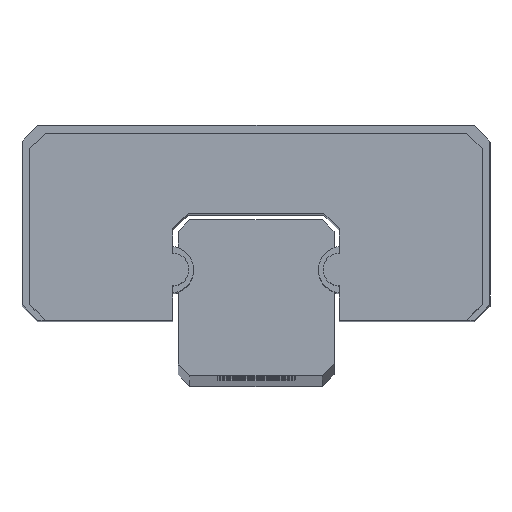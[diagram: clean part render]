
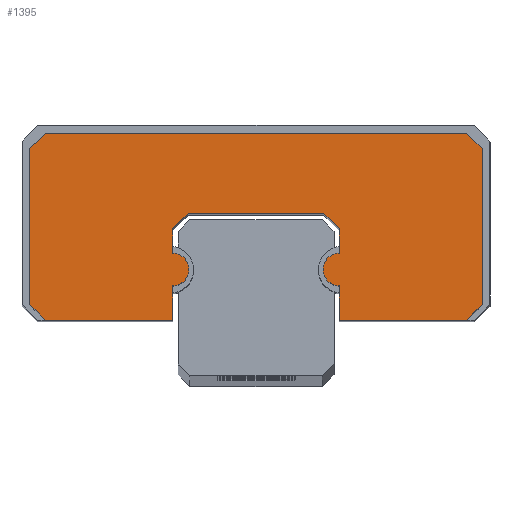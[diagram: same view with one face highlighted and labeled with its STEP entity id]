
A CAD part, top view. The second image highlights one B-rep face of the part: STEP entity #1395.
In plain terms, the highlighted planar face has unit normal (0, 0, 1).
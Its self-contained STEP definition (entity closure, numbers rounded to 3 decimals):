
#70=PLANE('',#1505);
#127=FACE_OUTER_BOUND('',#201,.T.);
#201=EDGE_LOOP('',(#1065,#1066,#1067,#1068,#1069,#1070,#1071,#1072,#1073,
#1074,#1075,#1076,#1077,#1078,#1079,#1080,#1081,#1082));
#319=LINE('',#2109,#477);
#322=LINE('',#2115,#480);
#325=LINE('',#2121,#483);
#337=LINE('',#2149,#495);
#338=LINE('',#2151,#496);
#339=LINE('',#2153,#497);
#340=LINE('',#2155,#498);
#341=LINE('',#2159,#499);
#342=LINE('',#2161,#500);
#343=LINE('',#2162,#501);
#344=LINE('',#2163,#502);
#345=LINE('',#2164,#503);
#346=LINE('',#2166,#504);
#347=LINE('',#2168,#505);
#348=LINE('',#2169,#506);
#349=LINE('',#2170,#507);
#477=VECTOR('',#1689,1000.);
#480=VECTOR('',#1694,1000.);
#483=VECTOR('',#1699,1000.);
#495=VECTOR('',#1727,1000.);
#496=VECTOR('',#1728,1000.);
#497=VECTOR('',#1729,1000.);
#498=VECTOR('',#1730,1000.);
#499=VECTOR('',#1733,1000.);
#500=VECTOR('',#1734,1000.);
#501=VECTOR('',#1735,1000.);
#502=VECTOR('',#1736,1000.);
#503=VECTOR('',#1737,1000.);
#504=VECTOR('',#1738,1000.);
#505=VECTOR('',#1739,1000.);
#506=VECTOR('',#1740,1000.);
#507=VECTOR('',#1741,1000.);
#594=CIRCLE('',#1484,0.21);
#597=CIRCLE('',#1506,0.21);
#637=VERTEX_POINT('',#2013);
#638=VERTEX_POINT('',#2015);
#675=VERTEX_POINT('',#2105);
#676=VERTEX_POINT('',#2107);
#677=VERTEX_POINT('',#2111);
#678=VERTEX_POINT('',#2113);
#679=VERTEX_POINT('',#2117);
#680=VERTEX_POINT('',#2119);
#687=VERTEX_POINT('',#2147);
#688=VERTEX_POINT('',#2148);
#689=VERTEX_POINT('',#2150);
#690=VERTEX_POINT('',#2152);
#691=VERTEX_POINT('',#2154);
#692=VERTEX_POINT('',#2156);
#693=VERTEX_POINT('',#2158);
#694=VERTEX_POINT('',#2160);
#695=VERTEX_POINT('',#2165);
#696=VERTEX_POINT('',#2167);
#771=EDGE_CURVE('',#637,#638,#594,.T.);
#817=EDGE_CURVE('',#675,#676,#319,.T.);
#820=EDGE_CURVE('',#677,#678,#322,.T.);
#823=EDGE_CURVE('',#679,#680,#325,.T.);
#835=EDGE_CURVE('',#687,#688,#337,.T.);
#836=EDGE_CURVE('',#689,#687,#338,.T.);
#837=EDGE_CURVE('',#690,#689,#339,.T.);
#838=EDGE_CURVE('',#690,#691,#340,.T.);
#839=EDGE_CURVE('',#692,#691,#597,.T.);
#840=EDGE_CURVE('',#692,#693,#341,.T.);
#841=EDGE_CURVE('',#694,#693,#342,.T.);
#842=EDGE_CURVE('',#679,#694,#343,.T.);
#843=EDGE_CURVE('',#677,#680,#344,.T.);
#844=EDGE_CURVE('',#675,#678,#345,.T.);
#845=EDGE_CURVE('',#695,#676,#346,.T.);
#846=EDGE_CURVE('',#696,#695,#347,.T.);
#847=EDGE_CURVE('',#696,#638,#348,.T.);
#848=EDGE_CURVE('',#637,#688,#349,.T.);
#1065=ORIENTED_EDGE('',*,*,#835,.F.);
#1066=ORIENTED_EDGE('',*,*,#836,.F.);
#1067=ORIENTED_EDGE('',*,*,#837,.F.);
#1068=ORIENTED_EDGE('',*,*,#838,.T.);
#1069=ORIENTED_EDGE('',*,*,#839,.F.);
#1070=ORIENTED_EDGE('',*,*,#840,.T.);
#1071=ORIENTED_EDGE('',*,*,#841,.F.);
#1072=ORIENTED_EDGE('',*,*,#842,.F.);
#1073=ORIENTED_EDGE('',*,*,#823,.T.);
#1074=ORIENTED_EDGE('',*,*,#843,.F.);
#1075=ORIENTED_EDGE('',*,*,#820,.T.);
#1076=ORIENTED_EDGE('',*,*,#844,.F.);
#1077=ORIENTED_EDGE('',*,*,#817,.T.);
#1078=ORIENTED_EDGE('',*,*,#845,.F.);
#1079=ORIENTED_EDGE('',*,*,#846,.F.);
#1080=ORIENTED_EDGE('',*,*,#847,.T.);
#1081=ORIENTED_EDGE('',*,*,#771,.F.);
#1082=ORIENTED_EDGE('',*,*,#848,.T.);
#1395=ADVANCED_FACE('',(#127),#70,.F.);
#1484=AXIS2_PLACEMENT_3D('',#2016,#1622,#1623);
#1505=AXIS2_PLACEMENT_3D('',#2146,#1725,#1726);
#1506=AXIS2_PLACEMENT_3D('',#2157,#1731,#1732);
#1622=DIRECTION('center_axis',(0.,0.,-1.));
#1623=DIRECTION('ref_axis',(1.,0.,0.));
#1689=DIRECTION('',(0.,-1.,0.));
#1694=DIRECTION('',(-1.,0.,0.));
#1699=DIRECTION('',(0.,1.,0.));
#1725=DIRECTION('center_axis',(0.,0.,-1.));
#1726=DIRECTION('ref_axis',(-1.,0.,0.));
#1727=DIRECTION('',(-0.707,-0.707,0.));
#1728=DIRECTION('',(-1.,0.,0.));
#1729=DIRECTION('',(-0.707,0.707,0.));
#1730=DIRECTION('',(0.,-1.,0.));
#1731=DIRECTION('center_axis',(0.,0.,-1.));
#1732=DIRECTION('ref_axis',(1.,0.,0.));
#1733=DIRECTION('',(0.,-1.,0.));
#1734=DIRECTION('',(-1.,0.,0.));
#1735=DIRECTION('',(-0.707,-0.707,0.));
#1736=DIRECTION('',(0.707,-0.707,0.));
#1737=DIRECTION('',(0.707,0.707,0.));
#1738=DIRECTION('',(-0.707,0.707,0.));
#1739=DIRECTION('',(-1.,0.,0.));
#1740=DIRECTION('',(0.,1.,0.));
#1741=DIRECTION('',(0.,1.,0.));
#2013=CARTESIAN_POINT('',(-1.07,1.56,18.2));
#2015=CARTESIAN_POINT('',(-1.07,1.14,18.2));
#2016=CARTESIAN_POINT('Origin',(-1.07,1.35,18.2));
#2105=CARTESIAN_POINT('',(-2.9,2.9,18.2));
#2107=CARTESIAN_POINT('',(-2.9,0.9,18.2));
#2109=CARTESIAN_POINT('',(-2.9,0.9,18.2));
#2111=CARTESIAN_POINT('',(2.7,3.1,18.2));
#2113=CARTESIAN_POINT('',(-2.7,3.1,18.2));
#2115=CARTESIAN_POINT('',(-2.7,3.1,18.2));
#2117=CARTESIAN_POINT('',(2.9,0.9,18.2));
#2119=CARTESIAN_POINT('',(2.9,2.9,18.2));
#2121=CARTESIAN_POINT('',(2.9,2.9,18.2));
#2146=CARTESIAN_POINT('Origin',(4.05,1.95,18.2));
#2147=CARTESIAN_POINT('',(-0.87,2.07,18.2));
#2148=CARTESIAN_POINT('',(-1.07,1.87,18.2));
#2149=CARTESIAN_POINT('',(-1.07,1.87,18.2));
#2150=CARTESIAN_POINT('',(0.87,2.07,18.2));
#2151=CARTESIAN_POINT('',(4.05,2.07,18.2));
#2152=CARTESIAN_POINT('',(1.07,1.87,18.2));
#2153=CARTESIAN_POINT('',(0.87,2.07,18.2));
#2154=CARTESIAN_POINT('',(1.07,1.56,18.2));
#2155=CARTESIAN_POINT('',(1.07,1.82,18.2));
#2156=CARTESIAN_POINT('',(1.07,1.14,18.2));
#2157=CARTESIAN_POINT('Origin',(1.07,1.35,18.2));
#2158=CARTESIAN_POINT('',(1.07,0.7,18.2));
#2159=CARTESIAN_POINT('',(1.07,1.14,18.2));
#2160=CARTESIAN_POINT('',(2.7,0.7,18.2));
#2161=CARTESIAN_POINT('',(4.05,0.7,18.2));
#2162=CARTESIAN_POINT('',(2.9,0.9,18.2));
#2163=CARTESIAN_POINT('',(2.7,3.1,18.2));
#2164=CARTESIAN_POINT('',(-2.9,2.9,18.2));
#2165=CARTESIAN_POINT('',(-2.7,0.7,18.2));
#2166=CARTESIAN_POINT('',(-2.7,0.7,18.2));
#2167=CARTESIAN_POINT('',(-1.07,0.7,18.2));
#2168=CARTESIAN_POINT('',(4.05,0.7,18.2));
#2169=CARTESIAN_POINT('',(-1.07,0.7,18.2));
#2170=CARTESIAN_POINT('',(-1.07,1.56,18.2));
